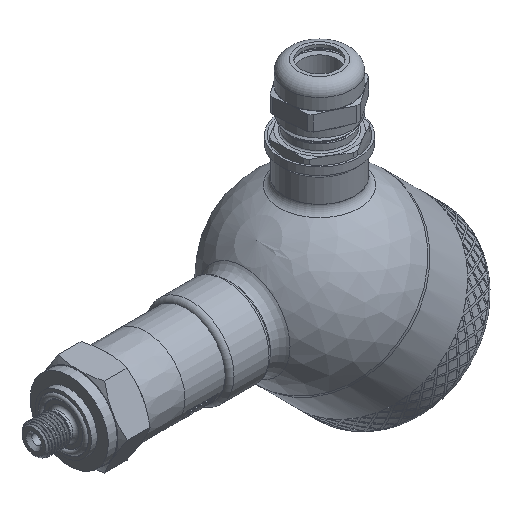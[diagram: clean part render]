
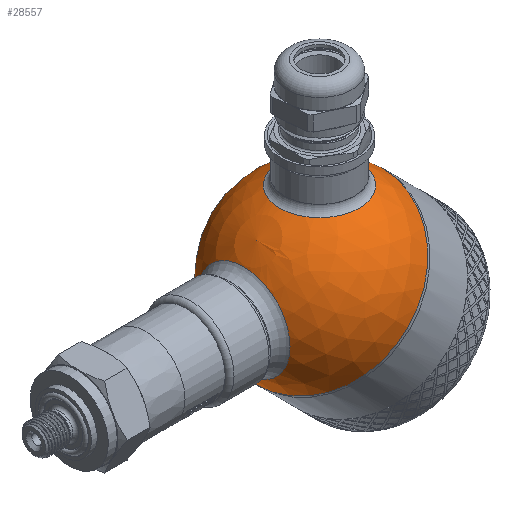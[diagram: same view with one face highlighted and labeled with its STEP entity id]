
A CAD part, isometric view. The second image highlights one B-rep face of the part: STEP entity #28557.
In plain terms, the highlighted spherical face has radius 30 mm.
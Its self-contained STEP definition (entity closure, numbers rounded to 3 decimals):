
#145=SPHERICAL_SURFACE('',#30378,30.);
#1200=FACE_BOUND('',#4169,.T.);
#1201=FACE_BOUND('',#4170,.T.);
#2335=FACE_OUTER_BOUND('',#4168,.T.);
#4168=EDGE_LOOP('',(#20536,#20537,#20538,#20539));
#4169=EDGE_LOOP('',(#20540));
#4170=EDGE_LOOP('',(#20541));
#5919=CIRCLE('',#30301,30.);
#5920=CIRCLE('',#30302,30.);
#5947=CIRCLE('',#30374,13.5);
#5950=CIRCLE('',#30379,30.);
#5951=CIRCLE('',#30380,15.643);
#11272=VERTEX_POINT('',#37576);
#11273=VERTEX_POINT('',#37578);
#11748=VERTEX_POINT('',#43640);
#11750=VERTEX_POINT('',#43647);
#11751=VERTEX_POINT('',#43649);
#14349=EDGE_CURVE('',#11272,#11273,#5919,.T.);
#14350=EDGE_CURVE('',#11273,#11272,#5920,.T.);
#15065=EDGE_CURVE('',#11748,#11748,#5947,.T.);
#15068=EDGE_CURVE('',#11273,#11750,#5950,.T.);
#15069=EDGE_CURVE('',#11751,#11751,#5951,.T.);
#20536=ORIENTED_EDGE('',*,*,#14350,.F.);
#20537=ORIENTED_EDGE('',*,*,#15068,.T.);
#20538=ORIENTED_EDGE('',*,*,#15068,.F.);
#20539=ORIENTED_EDGE('',*,*,#14349,.F.);
#20540=ORIENTED_EDGE('',*,*,#15069,.F.);
#20541=ORIENTED_EDGE('',*,*,#15065,.F.);
#28557=ADVANCED_FACE('',(#2335,#1200,#1201),#145,.T.);
#30301=AXIS2_PLACEMENT_3D('',#37579,#31960,#31961);
#30302=AXIS2_PLACEMENT_3D('',#37580,#31962,#31963);
#30374=AXIS2_PLACEMENT_3D('',#43641,#32358,#32359);
#30378=AXIS2_PLACEMENT_3D('',#43646,#32366,#32367);
#30379=AXIS2_PLACEMENT_3D('',#43648,#32368,#32369);
#30380=AXIS2_PLACEMENT_3D('',#43650,#32370,#32371);
#31960=DIRECTION('center_axis',(1.,0.,0.));
#31961=DIRECTION('ref_axis',(0.,1.,0.));
#31962=DIRECTION('center_axis',(1.,0.,0.));
#31963=DIRECTION('ref_axis',(0.,1.,0.));
#32358=DIRECTION('center_axis',(-0.707,0.,-0.707));
#32359=DIRECTION('ref_axis',(-0.707,0.,0.707));
#32366=DIRECTION('center_axis',(1.,0.,0.));
#32367=DIRECTION('ref_axis',(0.,-1.,0.));
#32368=DIRECTION('center_axis',(0.,0.,1.));
#32369=DIRECTION('ref_axis',(0.,1.,0.));
#32370=DIRECTION('center_axis',(-0.707,0.,0.707));
#32371=DIRECTION('ref_axis',(0.707,0.,0.707));
#37576=CARTESIAN_POINT('',(0.,-30.,0.));
#37578=CARTESIAN_POINT('',(0.,30.,0.));
#37579=CARTESIAN_POINT('Origin',(0.,0.,0.));
#37580=CARTESIAN_POINT('Origin',(0.,0.,0.));
#43640=CARTESIAN_POINT('',(-9.398,0.,-28.49));
#43641=CARTESIAN_POINT('Origin',(-18.944,0.,-18.944));
#43646=CARTESIAN_POINT('Origin',(0.,0.,0.));
#43647=CARTESIAN_POINT('',(-30.,0.,0.));
#43648=CARTESIAN_POINT('Origin',(0.,0.,0.));
#43649=CARTESIAN_POINT('',(-29.162,0.,7.04));
#43650=CARTESIAN_POINT('Origin',(-18.101,0.,18.101));
